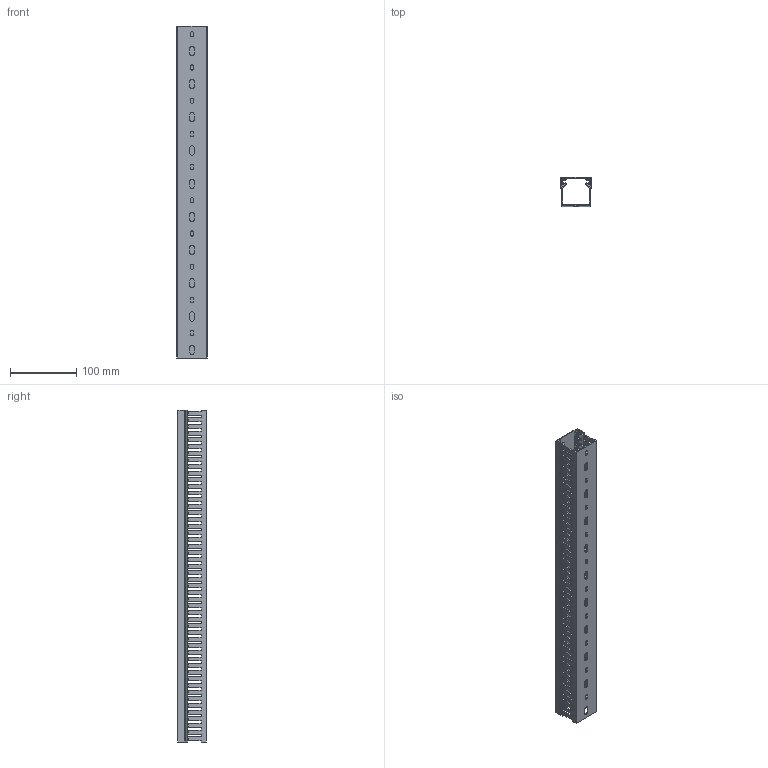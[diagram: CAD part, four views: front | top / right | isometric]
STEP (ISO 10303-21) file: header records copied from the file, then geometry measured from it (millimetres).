
FILE_DESCRIPTION (( 'STEP AP214' ), '1' );
FILE_NAME ('6178012.stp', '2017-07-05T10:44:09', ( '' ), ( '' ), 'SwSTEP 2.0', 'SolidWorks 2016', '' );
FILE_SCHEMA (( 'AUTOMOTIVE_DESIGN' ));
Length unit declared in the file: millimetre
Products named in the file (3): LK4_40040_Unterteil; Oberteil; 6178012
Assembly tree (2 placements, depth 2):
  6178012
    Oberteil
    LK4_40040_Unterteil
Bounding box: 46.2 x 42.9 x 500 mm (x, y, z)
Volume: 148060.2 mm3; surface area: 213578.7 mm2
Topology: 2 solids, 2 shells, 2584 faces, 7740 edges, 5160 vertices
Faces by surface type: plane 1666, cylinder 918
Entity records: 115634 total; most frequent: CARTESIAN_POINT 15489, ORIENTED_EDGE 15480, DIRECTION 14754, EDGE_CURVE 7740, VECTOR 5904, LINE 5904, VERTEX_POINT 5160, AXIS2_PLACEMENT_3D 4425
